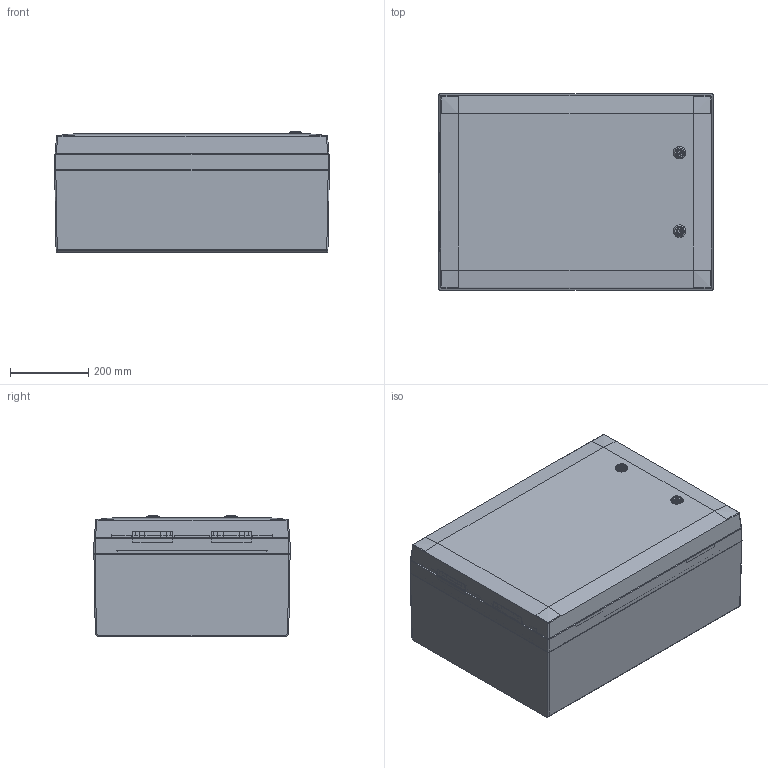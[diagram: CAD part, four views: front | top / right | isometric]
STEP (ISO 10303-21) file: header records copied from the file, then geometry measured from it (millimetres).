
FILE_DESCRIPTION (( 'STEP AP203' ), '1' );
FILE_NAME ('ARCA 507030 with MPS.STEP', '2022-05-30T07:36:12', ( '' ), ( '' ), 'SwSTEP 2.0', 'SolidWorks 2021', '' );
FILE_SCHEMA (( 'CONFIG_CONTROL_DESIGN' ));
Length unit declared in the file: millimetre
Products named in the file (9): ARCA 507030 with MPS; Cabinet 507005 Cover; Cabinet705030base; ARCA IEC DB mid; Cabinet hinge mid size; 705004 base frame; ARCA IEC DB mid lock cam open; 705030 base bottom; MPS 7050
Assembly tree (11 placements, depth 3):
  ARCA 507030 with MPS
    Cabinet705030base
      705030 base bottom
      705004 base frame
    Cabinet hinge mid size  x2
    Cabinet 507005 Cover
    ARCA IEC DB mid  x2
    ARCA IEC DB mid lock cam open  x2
    MPS 7050
Bounding box: 700 x 500 x 309.8 mm (x, y, z)
Volume: 8965751.5 mm3; surface area: 4457383.1 mm2
Topology: 32 solids, 32 shells, 4427 faces, 11466 edges, 7374 vertices
Faces by surface type: plane 2434, cylinder 763, bspline 688, cone 502, sphere 24, torus 16
Entity records: 124121 total; most frequent: CARTESIAN_POINT 45991, ORIENTED_EDGE 17034, DIRECTION 14230, EDGE_CURVE 8517, VERTEX_POINT 5553, LINE 5444, VECTOR 5444, AXIS2_PLACEMENT_3D 4393
